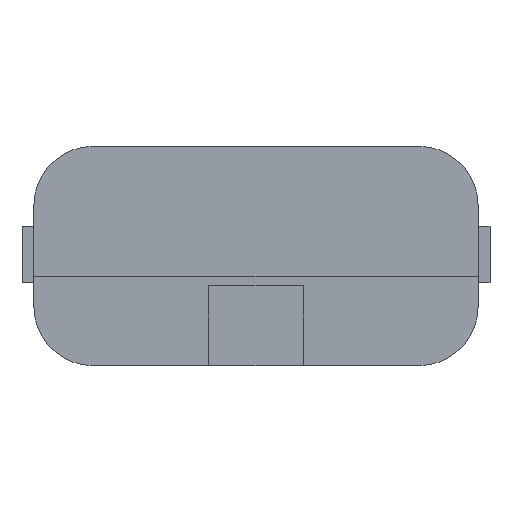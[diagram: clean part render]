
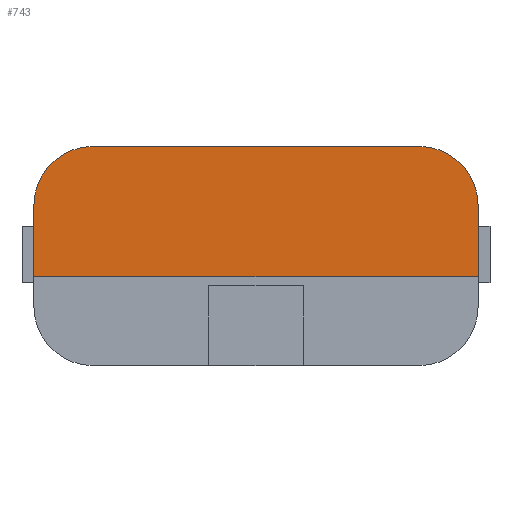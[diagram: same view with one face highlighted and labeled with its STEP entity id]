
A CAD part, left-side view. The second image highlights one B-rep face of the part: STEP entity #743.
In plain terms, the highlighted planar face has unit normal (-1, 0, 0).
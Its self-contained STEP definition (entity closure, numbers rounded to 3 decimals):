
#16=PLANE('',#799);
#49=FACE_OUTER_BOUND('',#89,.T.);
#89=EDGE_LOOP('',(#525,#526,#527,#528,#529,#530));
#129=LINE('',#1071,#223);
#136=LINE('',#1085,#230);
#137=LINE('',#1089,#231);
#138=LINE('',#1090,#232);
#223=VECTOR('',#863,10.);
#230=VECTOR('',#872,10.);
#231=VECTOR('',#875,10.);
#232=VECTOR('',#876,10.);
#316=CIRCLE('',#797,1.);
#317=CIRCLE('',#800,1.);
#333=VERTEX_POINT('',#1064);
#334=VERTEX_POINT('',#1066);
#335=VERTEX_POINT('',#1070);
#341=VERTEX_POINT('',#1084);
#342=VERTEX_POINT('',#1086);
#343=VERTEX_POINT('',#1088);
#405=EDGE_CURVE('',#333,#334,#316,.T.);
#407=EDGE_CURVE('',#335,#334,#129,.T.);
#414=EDGE_CURVE('',#333,#341,#136,.T.);
#415=EDGE_CURVE('',#342,#341,#317,.T.);
#416=EDGE_CURVE('',#343,#342,#137,.T.);
#417=EDGE_CURVE('',#343,#335,#138,.T.);
#525=ORIENTED_EDGE('',*,*,#405,.F.);
#526=ORIENTED_EDGE('',*,*,#414,.T.);
#527=ORIENTED_EDGE('',*,*,#415,.F.);
#528=ORIENTED_EDGE('',*,*,#416,.F.);
#529=ORIENTED_EDGE('',*,*,#417,.T.);
#530=ORIENTED_EDGE('',*,*,#407,.T.);
#743=ADVANCED_FACE('',(#49),#16,.T.);
#797=AXIS2_PLACEMENT_3D('',#1067,#858,#859);
#799=AXIS2_PLACEMENT_3D('',#1083,#870,#871);
#800=AXIS2_PLACEMENT_3D('',#1087,#873,#874);
#858=DIRECTION('center_axis',(1.,0.,0.));
#859=DIRECTION('ref_axis',(0.,-0.707,0.707));
#863=DIRECTION('',(0.,0.,1.));
#870=DIRECTION('center_axis',(-1.,0.,0.));
#871=DIRECTION('ref_axis',(0.,1.,0.));
#872=DIRECTION('',(0.,1.,0.));
#873=DIRECTION('center_axis',(1.,0.,0.));
#874=DIRECTION('ref_axis',(0.,0.707,0.707));
#875=DIRECTION('',(0.,0.,1.));
#876=DIRECTION('',(0.,-1.,0.));
#1064=CARTESIAN_POINT('',(209.3,-57.251,2.1));
#1066=CARTESIAN_POINT('',(209.3,-58.251,1.1));
#1067=CARTESIAN_POINT('Origin',(209.3,-57.251,1.1));
#1070=CARTESIAN_POINT('',(209.3,-58.251,-0.1));
#1071=CARTESIAN_POINT('',(209.3,-58.251,-1.625));
#1083=CARTESIAN_POINT('Origin',(209.3,-55.451,-1.75));
#1084=CARTESIAN_POINT('',(209.3,-51.751,2.1));
#1085=CARTESIAN_POINT('',(209.3,-51.651,2.1));
#1086=CARTESIAN_POINT('',(209.3,-50.751,1.1));
#1087=CARTESIAN_POINT('Origin',(209.3,-51.751,1.1));
#1088=CARTESIAN_POINT('',(209.3,-50.751,-0.1));
#1089=CARTESIAN_POINT('',(209.3,-50.751,0.25));
#1090=CARTESIAN_POINT('',(209.3,-56.851,-0.1));
